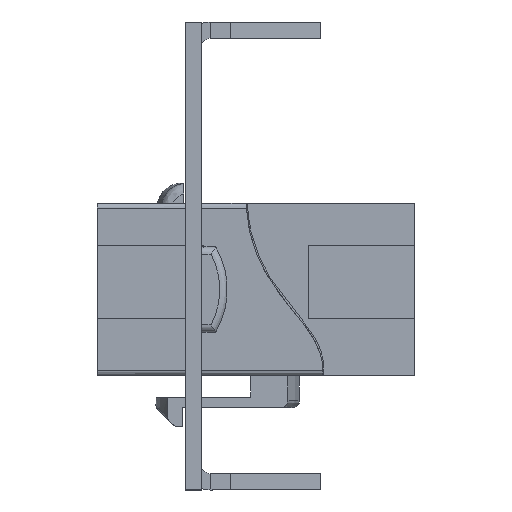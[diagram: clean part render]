
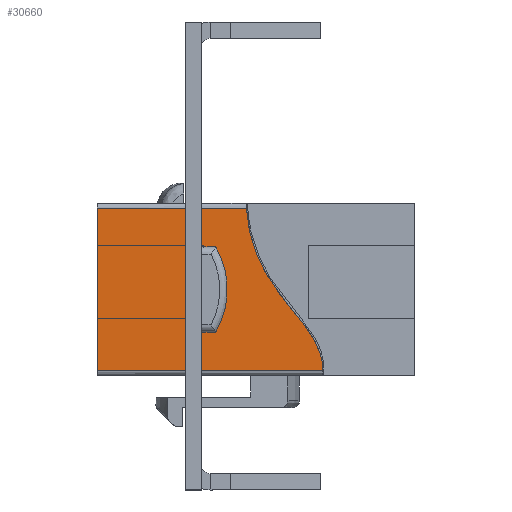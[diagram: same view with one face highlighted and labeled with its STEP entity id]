
A CAD part, left-side view. The second image highlights one B-rep face of the part: STEP entity #30660.
In plain terms, the highlighted face is planar.
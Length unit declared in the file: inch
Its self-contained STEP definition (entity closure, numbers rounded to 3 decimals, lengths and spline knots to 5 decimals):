
#241 = CARTESIAN_POINT ( 'NONE',  ( 0.2874, -0.24898, 0.21311 ) ) ;
#424 = ORIENTED_EDGE ( 'NONE', *, *, #9598, .F. ) ;
#2587 = LINE ( 'NONE', #23044, #30880 ) ;
#2841 = EDGE_LOOP ( 'NONE', ( #30732, #424, #24094, #26557 ) ) ;
#4885 = DIRECTION ( 'NONE',  ( 0., 0., -1. ) ) ;
#5514 = EDGE_CURVE ( 'NONE', #27323, #9921, #10042, .T. ) ;
#5918 = VECTOR ( 'NONE', #33981, 39.37008 ) ;
#6060 = CARTESIAN_POINT ( 'NONE',  ( 0.2874, 0.41428, 0. ) ) ;
#6538 = PLANE ( 'NONE',  #29853 ) ;
#6604 = VERTEX_POINT ( 'NONE', #14092 ) ;
#6791 = LINE ( 'NONE', #20410, #5918 ) ;
#6946 = EDGE_CURVE ( 'NONE', #22018, #6604, #31441, .T. ) ;
#7244 = EDGE_CURVE ( 'NONE', #11218, #27323, #20600, .T. ) ;
#7316 = CARTESIAN_POINT ( 'NONE',  ( 0.2874, -0.24629, 0.29921 ) ) ;
#7864 = CARTESIAN_POINT ( 'NONE',  ( 0.2874, 0.20079, 0.15748 ) ) ;
#8645 = AXIS2_PLACEMENT_3D ( 'NONE', #6060, #25288, #8813 ) ;
#8813 = DIRECTION ( 'NONE',  ( 0., 0., -1. ) ) ;
#8844 = VECTOR ( 'NONE', #4885, 39.37008 ) ;
#9243 = CARTESIAN_POINT ( 'NONE',  ( 0.2874, 0.14961, 0.15748 ) ) ;
#9293 = CARTESIAN_POINT ( 'NONE',  ( 0.2874, 0.20079, 0.15748 ) ) ;
#9598 = EDGE_CURVE ( 'NONE', #21967, #11218, #6791, .T. ) ;
#9921 = VERTEX_POINT ( 'NONE', #29803 ) ;
#10042 = CIRCLE ( 'NONE', #8645, 0.30798 ) ;
#10643 = EDGE_LOOP ( 'NONE', ( #29083, #17495, #27119, #15406 ) ) ;
#10923 = EDGE_CURVE ( 'NONE', #13827, #6604, #23493, .T. ) ;
#11079 = EDGE_CURVE ( 'NONE', #22018, #24650, #24660, .T. ) ;
#11100 = CARTESIAN_POINT ( 'NONE',  ( 0.2874, 0.0358, -0.29921 ) ) ;
#11218 = VERTEX_POINT ( 'NONE', #9293 ) ;
#11238 = CARTESIAN_POINT ( 'NONE',  ( 0.2874, 0.58661, -0.29921 ) ) ;
#13192 = CARTESIAN_POINT ( 'NONE',  ( 0.2874, 0.58661, 0.29921 ) ) ;
#13827 = VERTEX_POINT ( 'NONE', #13192 ) ;
#14092 = CARTESIAN_POINT ( 'NONE',  ( 0.2874, 0.58661, -0.29921 ) ) ;
#14175 = FACE_BOUND ( 'NONE', #2841, .T. ) ;
#14571 = VECTOR ( 'NONE', #18067, 39.37008 ) ;
#15162 = DIRECTION ( 'NONE',  ( 0., 0., 1. ) ) ;
#15291 = CARTESIAN_POINT ( 'NONE',  ( 0.2874, 0.58661, 0.29921 ) ) ;
#15406 = ORIENTED_EDGE ( 'NONE', *, *, #16206, .T. ) ;
#16152 = EDGE_CURVE ( 'NONE', #9921, #21967, #2587, .T. ) ;
#16206 = EDGE_CURVE ( 'NONE', #13827, #24650, #29195, .T. ) ;
#16637 = CARTESIAN_POINT ( 'NONE',  ( 0.2874, -0.14423, 0.09112 ) ) ;
#16766 = DIRECTION ( 'NONE',  ( 0., 1., 0. ) ) ;
#17495 = ORIENTED_EDGE ( 'NONE', *, *, #6946, .T. ) ;
#18067 = DIRECTION ( 'NONE',  ( 0., -1., 0. ) ) ;
#19424 = CARTESIAN_POINT ( 'NONE',  ( 0.2874, -0.24629, 0.29921 ) ) ;
#20410 = CARTESIAN_POINT ( 'NONE',  ( 0.2874, 0.20079, 0.15748 ) ) ;
#20600 = LINE ( 'NONE', #7864, #31823 ) ;
#20759 = CARTESIAN_POINT ( 'NONE',  ( 0.2874, 0.0358, -0.29921 ) ) ;
#21524 = FACE_OUTER_BOUND ( 'NONE', #10643, .T. ) ;
#21967 = VERTEX_POINT ( 'NONE', #31048 ) ;
#22018 = VERTEX_POINT ( 'NONE', #20759 ) ;
#23044 = CARTESIAN_POINT ( 'NONE',  ( 0.2874, 0.20079, -0.15748 ) ) ;
#23493 = LINE ( 'NONE', #29504, #8844 ) ;
#24089 = DIRECTION ( 'NONE',  ( 0., -1., 0. ) ) ;
#24094 = ORIENTED_EDGE ( 'NONE', *, *, #16152, .F. ) ;
#24192 = VECTOR ( 'NONE', #16766, 39.37008 ) ;
#24650 = VERTEX_POINT ( 'NONE', #7316 ) ;
#24660 = B_SPLINE_CURVE_WITH_KNOTS ( 'NONE', 3,
 ( #11100, #27591, #33019, #16637, #241, #19424 ),
 .UNSPECIFIED., .F., .F.,
 ( 4, 1, 1, 4 ),
 ( 0.0286, 0.34844, 0.61542, 0.97238 ),
 .UNSPECIFIED. ) ;
#25288 = DIRECTION ( 'NONE',  ( 1., 0., 0. ) ) ;
#25782 = DIRECTION ( 'NONE',  ( 0., 1., 0. ) ) ;
#26557 = ORIENTED_EDGE ( 'NONE', *, *, #5514, .F. ) ;
#27119 = ORIENTED_EDGE ( 'NONE', *, *, #10923, .F. ) ;
#27323 = VERTEX_POINT ( 'NONE', #9243 ) ;
#27591 = CARTESIAN_POINT ( 'NONE',  ( 0.2874, 0.03102, -0.22352 ) ) ;
#28878 = CARTESIAN_POINT ( 'NONE',  ( 0.2874, 0.58661, -0.3189 ) ) ;
#29083 = ORIENTED_EDGE ( 'NONE', *, *, #11079, .F. ) ;
#29195 = LINE ( 'NONE', #15291, #14571 ) ;
#29504 = CARTESIAN_POINT ( 'NONE',  ( 0.2874, 0.58661, -0.3189 ) ) ;
#29803 = CARTESIAN_POINT ( 'NONE',  ( 0.2874, 0.14961, -0.15748 ) ) ;
#29853 = AXIS2_PLACEMENT_3D ( 'NONE', #28878, #31567, #15162 ) ;
#30660 = ADVANCED_FACE ( 'NONE', ( #14175, #21524 ), #6538, .F. ) ;
#30732 = ORIENTED_EDGE ( 'NONE', *, *, #7244, .F. ) ;
#30880 = VECTOR ( 'NONE', #25782, 39.37008 ) ;
#31048 = CARTESIAN_POINT ( 'NONE',  ( 0.2874, 0.20079, -0.15748 ) ) ;
#31441 = LINE ( 'NONE', #11238, #24192 ) ;
#31567 = DIRECTION ( 'NONE',  ( -1., 0., 0. ) ) ;
#31823 = VECTOR ( 'NONE', #24089, 39.37008 ) ;
#33019 = CARTESIAN_POINT ( 'NONE',  ( 0.2874, -0.00852, -0.08405 ) ) ;
#33981 = DIRECTION ( 'NONE',  ( 0., 0., 1. ) ) ;
